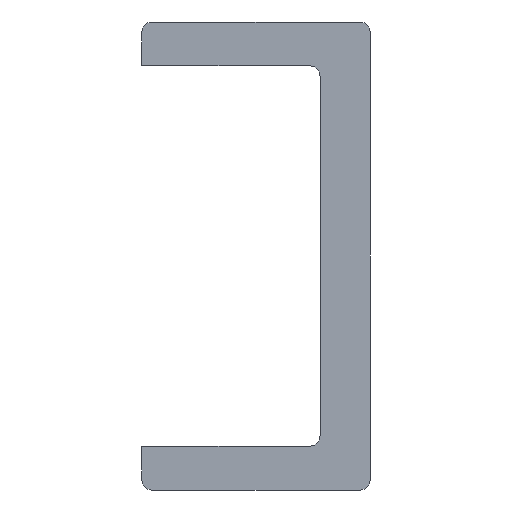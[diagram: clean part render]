
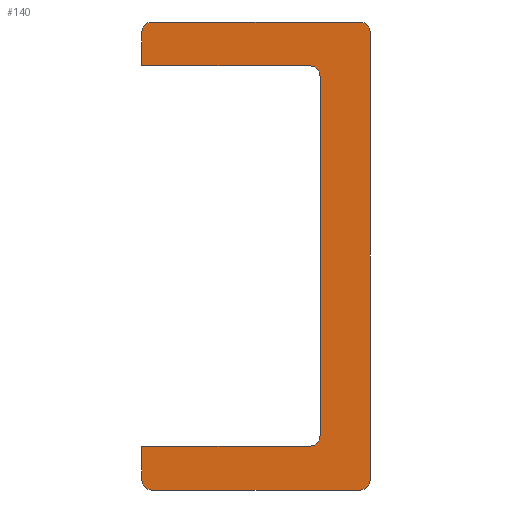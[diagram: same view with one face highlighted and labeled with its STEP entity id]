
A CAD part, front view. The second image highlights one B-rep face of the part: STEP entity #140.
In plain terms, the highlighted planar face has unit normal (0, -1, 0).
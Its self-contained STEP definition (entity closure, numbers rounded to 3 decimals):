
#140 = ADVANCED_FACE( '', ( #343 ), #344, .F. );
#343 = FACE_OUTER_BOUND( '', #608, .T. );
#344 = PLANE( '', #609 );
#608 = EDGE_LOOP( '', ( #962, #963, #964, #965, #966, #967, #968, #969, #970, #971, #972, #973, #974, #975 ) );
#609 = AXIS2_PLACEMENT_3D( '', #976, #977, #978 );
#962 = ORIENTED_EDGE( '', *, *, #1297, .F. );
#963 = ORIENTED_EDGE( '', *, *, #1273, .T. );
#964 = ORIENTED_EDGE( '', *, *, #1263, .F. );
#965 = ORIENTED_EDGE( '', *, *, #1260, .T. );
#966 = ORIENTED_EDGE( '', *, *, #1298, .F. );
#967 = ORIENTED_EDGE( '', *, *, #1220, .F. );
#968 = ORIENTED_EDGE( '', *, *, #1299, .F. );
#969 = ORIENTED_EDGE( '', *, *, #1293, .F. );
#970 = ORIENTED_EDGE( '', *, *, #1300, .F. );
#971 = ORIENTED_EDGE( '', *, *, #1266, .F. );
#972 = ORIENTED_EDGE( '', *, *, #1301, .F. );
#973 = ORIENTED_EDGE( '', *, *, #1302, .T. );
#974 = ORIENTED_EDGE( '', *, *, #1199, .F. );
#975 = ORIENTED_EDGE( '', *, *, #1189, .T. );
#976 = CARTESIAN_POINT( '', ( -10.5, 0., 21.5 ) );
#977 = DIRECTION( '', ( 0., 1., 0. ) );
#978 = DIRECTION( '', ( 0., 0., 1. ) );
#1189 = EDGE_CURVE( '', #1359, #1357, #1360, .F. );
#1199 = EDGE_CURVE( '', #1359, #1375, #1376, .T. );
#1220 = EDGE_CURVE( '', #1409, #1410, #1411, .T. );
#1260 = EDGE_CURVE( '', #1477, #1475, #1478, .F. );
#1263 = EDGE_CURVE( '', #1477, #1481, #1482, .T. );
#1266 = EDGE_CURVE( '', #1485, #1486, #1487, .T. );
#1273 = EDGE_CURVE( '', #1496, #1481, #1497, .F. );
#1293 = EDGE_CURVE( '', #1533, #1534, #1535, .T. );
#1297 = EDGE_CURVE( '', #1496, #1357, #1539, .T. );
#1298 = EDGE_CURVE( '', #1410, #1475, #1540, .T. );
#1299 = EDGE_CURVE( '', #1534, #1409, #1541, .T. );
#1300 = EDGE_CURVE( '', #1486, #1533, #1542, .T. );
#1301 = EDGE_CURVE( '', #1543, #1485, #1544, .T. );
#1302 = EDGE_CURVE( '', #1543, #1375, #1545, .F. );
#1357 = VERTEX_POINT( '', #1611 );
#1359 = VERTEX_POINT( '', #1614 );
#1360 = CIRCLE( '', #1615, 0.9 );
#1375 = VERTEX_POINT( '', #1632 );
#1376 = LINE( '', #1633, #1634 );
#1409 = VERTEX_POINT( '', #1668 );
#1410 = VERTEX_POINT( '', #1669 );
#1411 = LINE( '', #1670, #1671 );
#1475 = VERTEX_POINT( '', #1744 );
#1477 = VERTEX_POINT( '', #1747 );
#1478 = CIRCLE( '', #1748, 0.9 );
#1481 = VERTEX_POINT( '', #1752 );
#1482 = LINE( '', #1753, #1754 );
#1485 = VERTEX_POINT( '', #1758 );
#1486 = VERTEX_POINT( '', #1759 );
#1487 = LINE( '', #1760, #1761 );
#1496 = VERTEX_POINT( '', #1772 );
#1497 = CIRCLE( '', #1773, 0.9 );
#1533 = VERTEX_POINT( '', #1810 );
#1534 = VERTEX_POINT( '', #1811 );
#1535 = LINE( '', #1812, #1813 );
#1539 = LINE( '', #1819, #1820 );
#1540 = LINE( '', #1821, #1822 );
#1541 = CIRCLE( '', #1823, 1. );
#1542 = CIRCLE( '', #1824, 1. );
#1543 = VERTEX_POINT( '', #1825 );
#1544 = LINE( '', #1826, #1827 );
#1545 = CIRCLE( '', #1828, 0.9 );
#1611 = CARTESIAN_POINT( '', ( 10.5, 0., -20.6 ) );
#1614 = CARTESIAN_POINT( '', ( 9.6, 0., -21.5 ) );
#1615 = AXIS2_PLACEMENT_3D( '', #1897, #1898, #1899 );
#1632 = CARTESIAN_POINT( '', ( -9.6, 0., -21.5 ) );
#1633 = CARTESIAN_POINT( '', ( 10.5, 0., -21.5 ) );
#1634 = VECTOR( '', #1914, 1000. );
#1668 = CARTESIAN_POINT( '', ( 4.9, 0., 17.5 ) );
#1669 = CARTESIAN_POINT( '', ( -10.5, 0., 17.5 ) );
#1670 = CARTESIAN_POINT( '', ( 4.9, 0., 17.5 ) );
#1671 = VECTOR( '', #1952, 1000. );
#1744 = CARTESIAN_POINT( '', ( -10.5, 0., 20.6 ) );
#1747 = CARTESIAN_POINT( '', ( -9.6, 0., 21.5 ) );
#1748 = AXIS2_PLACEMENT_3D( '', #2020, #2021, #2022 );
#1752 = CARTESIAN_POINT( '', ( 9.6, 0., 21.5 ) );
#1753 = CARTESIAN_POINT( '', ( -10.5, 0., 21.5 ) );
#1754 = VECTOR( '', #2024, 1000. );
#1758 = CARTESIAN_POINT( '', ( -10.5, 0., -17.5 ) );
#1759 = CARTESIAN_POINT( '', ( 4.9, 0., -17.5 ) );
#1760 = CARTESIAN_POINT( '', ( 4.9, 0., -17.5 ) );
#1761 = VECTOR( '', #2026, 1000. );
#1772 = CARTESIAN_POINT( '', ( 10.5, 0., 20.6 ) );
#1773 = AXIS2_PLACEMENT_3D( '', #2035, #2036, #2037 );
#1810 = CARTESIAN_POINT( '', ( 5.9, 0., -16.5 ) );
#1811 = CARTESIAN_POINT( '', ( 5.9, 0., 16.5 ) );
#1812 = CARTESIAN_POINT( '', ( 5.9, 0., 16.5 ) );
#1813 = VECTOR( '', #2087, 1000. );
#1819 = CARTESIAN_POINT( '', ( 10.5, 0., 21.5 ) );
#1820 = VECTOR( '', #2090, 1000. );
#1821 = CARTESIAN_POINT( '', ( -10.5, 0., -21.5 ) );
#1822 = VECTOR( '', #2091, 1000. );
#1823 = AXIS2_PLACEMENT_3D( '', #2092, #2093, #2094 );
#1824 = AXIS2_PLACEMENT_3D( '', #2095, #2096, #2097 );
#1825 = CARTESIAN_POINT( '', ( -10.5, 0., -20.6 ) );
#1826 = CARTESIAN_POINT( '', ( -10.5, 0., -21.5 ) );
#1827 = VECTOR( '', #2098, 1000. );
#1828 = AXIS2_PLACEMENT_3D( '', #2099, #2100, #2101 );
#1897 = CARTESIAN_POINT( '', ( 9.6, 0., -20.6 ) );
#1898 = DIRECTION( '', ( 0., 1., 0. ) );
#1899 = DIRECTION( '', ( 0., 0., 1. ) );
#1914 = DIRECTION( '', ( -1., 0., 0. ) );
#1952 = DIRECTION( '', ( -1., 0., 0. ) );
#2020 = CARTESIAN_POINT( '', ( -9.6, 0., 20.6 ) );
#2021 = DIRECTION( '', ( 0., 1., 0. ) );
#2022 = DIRECTION( '', ( 0., 0., 1. ) );
#2024 = DIRECTION( '', ( 1., 0., 0. ) );
#2026 = DIRECTION( '', ( 1., 0., 0. ) );
#2035 = CARTESIAN_POINT( '', ( 9.6, 0., 20.6 ) );
#2036 = DIRECTION( '', ( 0., 1., 0. ) );
#2037 = DIRECTION( '', ( 0., 0., 1. ) );
#2087 = DIRECTION( '', ( 0., 0., 1. ) );
#2090 = DIRECTION( '', ( 0., 0., -1. ) );
#2091 = DIRECTION( '', ( 0., 0., 1. ) );
#2092 = CARTESIAN_POINT( '', ( 4.9, 0., 16.5 ) );
#2093 = DIRECTION( '', ( 0., -1., 0. ) );
#2094 = DIRECTION( '', ( -1., 0., 0. ) );
#2095 = CARTESIAN_POINT( '', ( 4.9, 0., -16.5 ) );
#2096 = DIRECTION( '', ( 0., -1., 0. ) );
#2097 = DIRECTION( '', ( -1., 0., 0. ) );
#2098 = DIRECTION( '', ( 0., 0., 1. ) );
#2099 = CARTESIAN_POINT( '', ( -9.6, 0., -20.6 ) );
#2100 = DIRECTION( '', ( 0., 1., 0. ) );
#2101 = DIRECTION( '', ( 0., 0., 1. ) );
